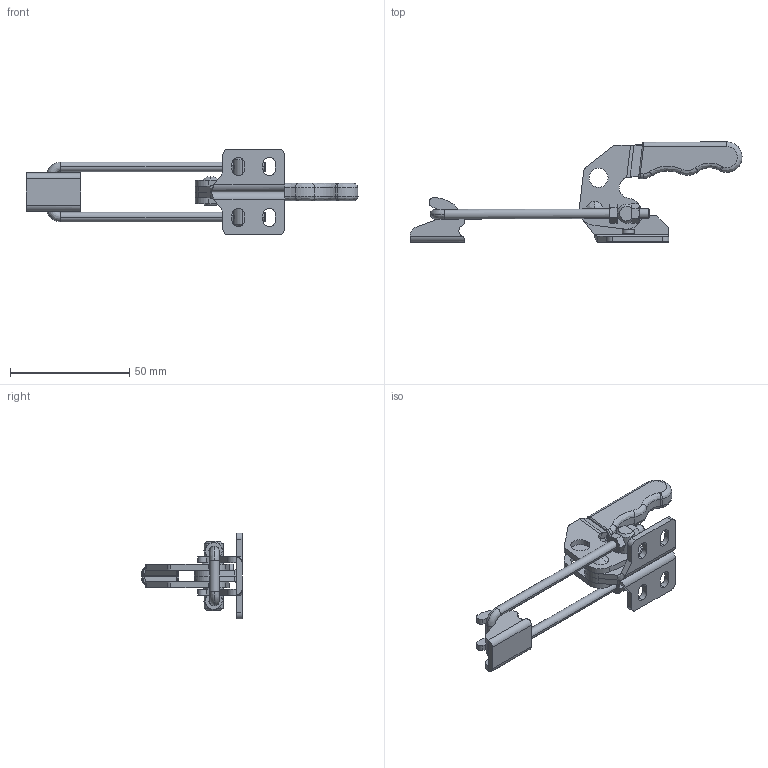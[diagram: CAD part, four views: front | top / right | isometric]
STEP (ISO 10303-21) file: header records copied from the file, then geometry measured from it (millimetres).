
FILE_DESCRIPTION (( 'STEP AP214' ), '1' );
FILE_NAME ('GH-40820-SS(Â²¤Æ).STEP', '2020-07-09T08:35:57', ( 'LinWei' ), ( '' ), 'SwSTEP 2.0', 'SolidWorks 2016', '' );
FILE_SCHEMA (( 'AUTOMOTIVE_DESIGN' ));
Length unit declared in the file: millimetre
Products named in the file (6): 14082015-1-1^GH-40820(簡化); 44082044-1^GH-40820(簡化); Group3^GH-40820(簡化); Group2^GH-40820(簡化); Group1^GH-40820(簡化); GH-40820-SS(簡化)
Assembly tree (5 placements, depth 2):
  GH-40820-SS(簡化)
    Group1^GH-40820(簡化)
    Group2^GH-40820(簡化)
    Group3^GH-40820(簡化)
    44082044-1^GH-40820(簡化)
    14082015-1-1^GH-40820(簡化)
Bounding box: 139.24 x 42 x 36 mm (x, y, z)
Volume: 16420.6 mm3; surface area: 13890.3 mm2
Topology: 7 solids, 7 shells, 287 faces, 710 edges, 440 vertices
Faces by surface type: plane 111, cylinder 110, bspline 35, cone 31
Entity records: 10150 total; most frequent: CARTESIAN_POINT 2865, ORIENTED_EDGE 1416, DIRECTION 1348, EDGE_CURVE 708, AXIS2_PLACEMENT_3D 500, VERTEX_POINT 440, VECTOR 348, LINE 348
